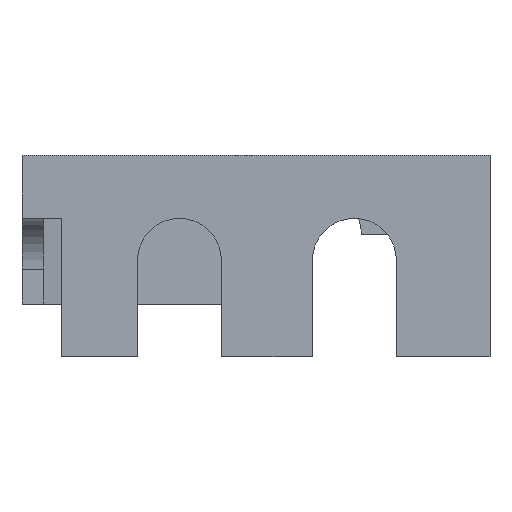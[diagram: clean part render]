
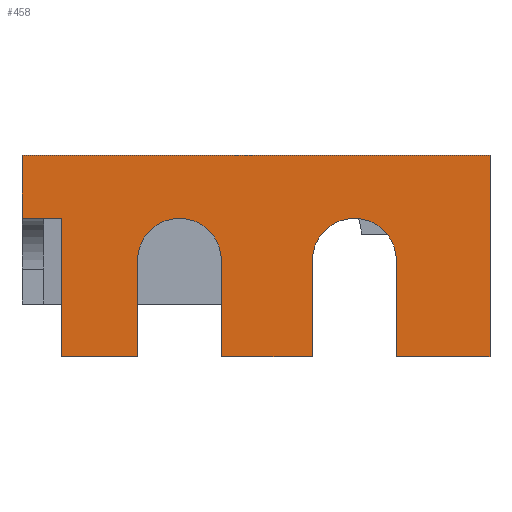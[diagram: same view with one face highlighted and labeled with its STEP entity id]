
A CAD part, front view. The second image highlights one B-rep face of the part: STEP entity #458.
In plain terms, the highlighted planar face has unit normal (0, -1, 0).
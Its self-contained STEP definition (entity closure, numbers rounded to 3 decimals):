
#43=CARTESIAN_POINT('POINT5',(-15.866,0.,0.))
   ;
#44=VERTEX_POINT('VERTEX5',#43);
#61=CARTESIAN_POINT('POINT8',(-15.866,0.,
   4.331));
#62=VERTEX_POINT('VERTEX8',#61);
#69=CARTESIAN_POINT('POS9',(-15.866,0.,0.));
#70=DIRECTION('DIR12',(0.,0.,1.));
#71=VECTOR('VEC6',#70,1.);
#72=LINE('STRAIGHT6',#69,#71);
#73=EDGE_CURVE('EDGE8',#44,#62,#72,.T.);
#85=CARTESIAN_POINT('POINT10',(-13.976,
   0.,6.22));
#86=VERTEX_POINT('VERTEX10',#85);
#93=CARTESIAN_POINT('POS12',(-13.976,0.,
   4.331));
#94=DIRECTION('DIR16',(0.,-1.,0.));
#95=DIRECTION('DIR17',(0.,0.,1.));
#96=AXIS2_PLACEMENT_3D('AXIS5',#93,#94,#95);
#97=CIRCLE('ELLIPSE3',#96,1.89);
#98=EDGE_CURVE('EDGE10',#86,#62,#97,.T.);
#121=CARTESIAN_POINT('POINT12',(-12.087,0.,
   4.331));
#122=VERTEX_POINT('VERTEX12',#121);
#129=EDGE_CURVE('EDGE14',#122,#86,#97,.T.);
#136=CARTESIAN_POINT('POINT14',(-12.087,0.,0.
   ));
#137=VERTEX_POINT('VERTEX14',#136);
#144=CARTESIAN_POINT('POS17',(-12.087,0.,0.))
   ;
#145=DIRECTION('DIR24',(0.,0.,1.));
#146=VECTOR('VEC10',#145,1.);
#147=LINE('STRAIGHT10',#144,#146);
#148=EDGE_CURVE('EDGE16',#137,#122,#147,.T.);
#174=CARTESIAN_POINT('POINT16',(-7.992,0.,0.
   ));
#175=VERTEX_POINT('VERTEX16',#174);
#182=CARTESIAN_POINT('POS22',(0.,0.,0.));
#183=DIRECTION('DIR30',(-1.,0.,0.));
#184=VECTOR('VEC14',#183,1.);
#185=LINE('STRAIGHT14',#182,#184);
#186=EDGE_CURVE('EDGE20',#175,#137,#185,.T.);
#205=CARTESIAN_POINT('POINT18',(-7.992,0.,
   4.331));
#206=VERTEX_POINT('VERTEX18',#205);
#213=CARTESIAN_POINT('POS26',(-7.992,0.,0.))
   ;
#214=DIRECTION('DIR35',(0.,0.,1.));
#215=VECTOR('VEC17',#214,1.);
#216=LINE('STRAIGHT17',#213,#215);
#217=EDGE_CURVE('EDGE23',#175,#206,#216,.T.);
#229=CARTESIAN_POINT('POINT20',(-6.102,
   0.,6.22));
#230=VERTEX_POINT('VERTEX20',#229);
#237=CARTESIAN_POINT('POS29',(-6.102,0.,
   4.331));
#238=DIRECTION('DIR39',(0.,-1.,0.));
#239=DIRECTION('DIR40',(0.,0.,1.));
#240=AXIS2_PLACEMENT_3D('AXIS11',#237,#238,#239);
#241=CIRCLE('ELLIPSE5',#240,1.89);
#242=EDGE_CURVE('EDGE25',#230,#206,#241,.T.);
#265=CARTESIAN_POINT('POINT22',(-4.213,0.,
   4.331));
#266=VERTEX_POINT('VERTEX22',#265);
#273=EDGE_CURVE('EDGE29',#266,#230,#241,.T.);
#280=CARTESIAN_POINT('POINT24',(-19.291,0.,
   6.22));
#281=VERTEX_POINT('VERTEX24',#280);
#288=CARTESIAN_POINT('POINT25',(-21.063,0.,
   6.22));
#289=VERTEX_POINT('VERTEX25',#288);
#290=CARTESIAN_POINT('POS34',(0.,0.,6.22));
#291=DIRECTION('DIR47',(-1.,0.,0.));
#292=VECTOR('VEC21',#291,1.);
#293=LINE('STRAIGHT21',#290,#292);
#294=EDGE_CURVE('EDGE31',#281,#289,#293,.T.);
#327=CARTESIAN_POINT('POINT28',(-19.291,0.,0.
   ));
#328=VERTEX_POINT('VERTEX28',#327);
#335=CARTESIAN_POINT('POS40',(-19.291,0.,0.))
   ;
#336=DIRECTION('DIR54',(0.,0.,1.));
#337=VECTOR('VEC26',#336,1.);
#338=LINE('STRAIGHT26',#335,#337);
#339=EDGE_CURVE('EDGE36',#328,#281,#338,.T.);
#364=CARTESIAN_POINT('POS44',(0.,0.,0.));
#365=DIRECTION('DIR59',(-1.,0.,0.));
#366=VECTOR('VEC29',#365,1.);
#367=LINE('STRAIGHT29',#364,#366);
#368=EDGE_CURVE('EDGE39',#44,#328,#367,.T.);
#380=CARTESIAN_POINT('POINT30',(-4.213,0.,0.
   ));
#381=VERTEX_POINT('VERTEX30',#380);
#388=CARTESIAN_POINT('POS47',(-4.213,0.,0.))
   ;
#389=DIRECTION('DIR63',(0.,0.,1.));
#390=VECTOR('VEC31',#389,1.);
#391=LINE('STRAIGHT31',#388,#390);
#392=EDGE_CURVE('EDGE41',#381,#266,#391,.T.);
#409=ORIENTED_EDGE('COEDGE55',*,*,#294,.F.);
#410=ORIENTED_EDGE('COEDGE56',*,*,#339,.F.);
#411=ORIENTED_EDGE('COEDGE57',*,*,#368,.F.);
#412=ORIENTED_EDGE('COEDGE58',*,*,#73,.T.);
#413=ORIENTED_EDGE('COEDGE59',*,*,#98,.F.);
#414=ORIENTED_EDGE('COEDGE60',*,*,#129,.F.);
#415=ORIENTED_EDGE('COEDGE61',*,*,#148,.F.);
#416=ORIENTED_EDGE('COEDGE62',*,*,#186,.F.);
#417=ORIENTED_EDGE('COEDGE63',*,*,#217,.T.);
#418=ORIENTED_EDGE('COEDGE64',*,*,#242,.F.);
#419=ORIENTED_EDGE('COEDGE65',*,*,#273,.F.);
#420=ORIENTED_EDGE('COEDGE66',*,*,#392,.F.);
#421=CARTESIAN_POINT('POINT31',(0.,0.,0.)
   );
#422=VERTEX_POINT('VERTEX31',#421);
#423=CARTESIAN_POINT('POS50',(0.,0.,0.));
#424=DIRECTION('DIR67',(-1.,0.,0.));
#425=VECTOR('VEC33',#424,1.);
#426=LINE('STRAIGHT33',#423,#425);
#427=EDGE_CURVE('EDGE43',#422,#381,#426,.T.);
#428=ORIENTED_EDGE('COEDGE67',*,*,#427,.F.);
#429=CARTESIAN_POINT('POINT32',(0.,0.,
   9.055));
#430=VERTEX_POINT('VERTEX32',#429);
#431=CARTESIAN_POINT('POS51',(0.,0.,0.));
#432=DIRECTION('DIR68',(0.,0.,1.));
#433=VECTOR('VEC34',#432,1.);
#434=LINE('STRAIGHT34',#431,#433);
#435=EDGE_CURVE('EDGE44',#422,#430,#434,.T.);
#436=ORIENTED_EDGE('COEDGE68',*,*,#435,.T.);
#437=CARTESIAN_POINT('POINT33',(-21.063,
   0.,9.055));
#438=VERTEX_POINT('VERTEX33',#437);
#439=CARTESIAN_POINT('POS52',(0.,0.,
   9.055));
#440=DIRECTION('DIR69',(-1.,0.,0.));
#441=VECTOR('VEC35',#440,1.);
#442=LINE('STRAIGHT35',#439,#441);
#443=EDGE_CURVE('EDGE45',#430,#438,#442,.T.);
#444=ORIENTED_EDGE('COEDGE69',*,*,#443,.T.);
#445=CARTESIAN_POINT('POS53',(-21.063,
   0.,0.));
#446=DIRECTION('DIR70',(0.,0.,1.));
#447=VECTOR('VEC36',#446,1.);
#448=LINE('STRAIGHT36',#445,#447);
#449=EDGE_CURVE('EDGE46',#289,#438,#448,.T.);
#450=ORIENTED_EDGE('COEDGE70',*,*,#449,.F.);
#451=EDGE_LOOP('NONE',(#409,#410,#411,#412,#413,#414,#415,#416,#417,#418
   ,#419,#420,#428,#436,#444,#450));
#452=FACE_BOUND('LOOP1',#451,.T.);
#453=CARTESIAN_POINT('POS54',(0.,0.,0.));
#454=DIRECTION('DIR71',(0.,-1.,0.));
#455=DIRECTION('DIR72',(1.,0.,0.));
#456=AXIS2_PLACEMENT_3D('AXIS18',#453,#454,#455);
#457=PLANE('PLANE9',#456);
#458=ADVANCED_FACE('FACE14',(#452),#457,.T.);
